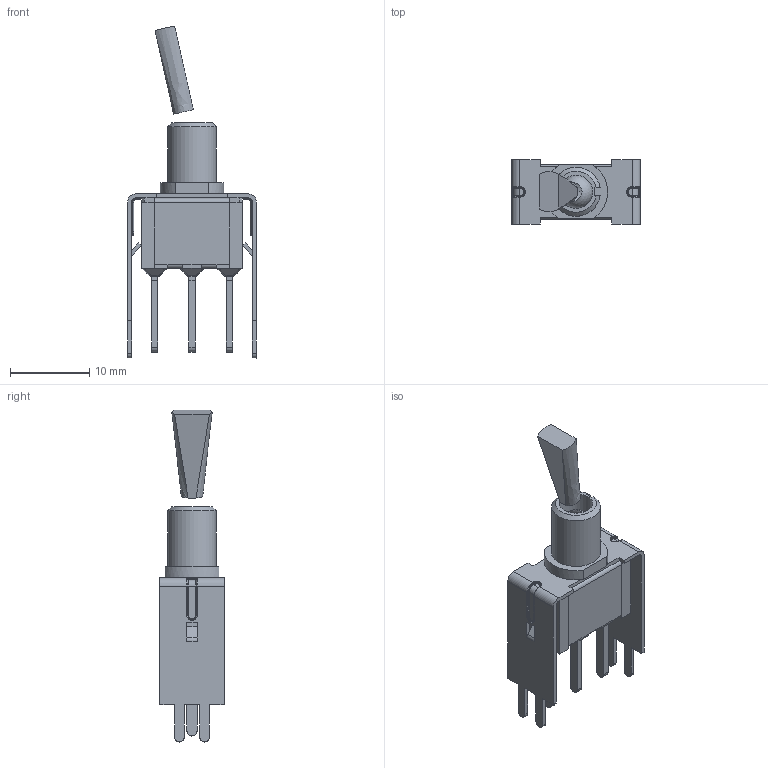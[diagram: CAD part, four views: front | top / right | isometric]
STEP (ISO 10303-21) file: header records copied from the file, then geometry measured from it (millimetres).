
FILE_DESCRIPTION(/* description */ (''),/* implementation_level */ '2;1');
FILE_NAME(/* name */ '100SPxT6B11VS3xE.stp',/* time_stamp */ '2026-01-17T15:13:17-06:00',/* author */ ('jmeyers'),/* organization */ (''),/* preprocessor_version */ 'ST-DEVELOPER v18.1',/* originating_system */ 'Autodesk Inventor 2022',/* authorisation */ '');
FILE_SCHEMA (('AUTOMOTIVE_DESIGN { 1 0 10303 214 3 1 1 }'));
Length unit declared in the file: inch
Products named in the file (1): Part11
Bounding box: 16.26 x 8.13 x 41.89 mm (x, y, z)
Volume: 1343.7 mm3; surface area: 1906 mm2
Topology: 2 solids, 8 shells, 396 faces, 970 edges, 576 vertices
Faces by surface type: plane 240, cylinder 106, torus 32, sphere 14, bspline 2, cone 2
Full cylindrical faces by diameter (mm): 4.2 x2
Entity records: 11436 total; most frequent: DIRECTION 2014, CARTESIAN_POINT 1997, ORIENTED_EDGE 1914, EDGE_CURVE 957, LINE 680, VECTOR 680, AXIS2_PLACEMENT_3D 667, VERTEX_POINT 576
